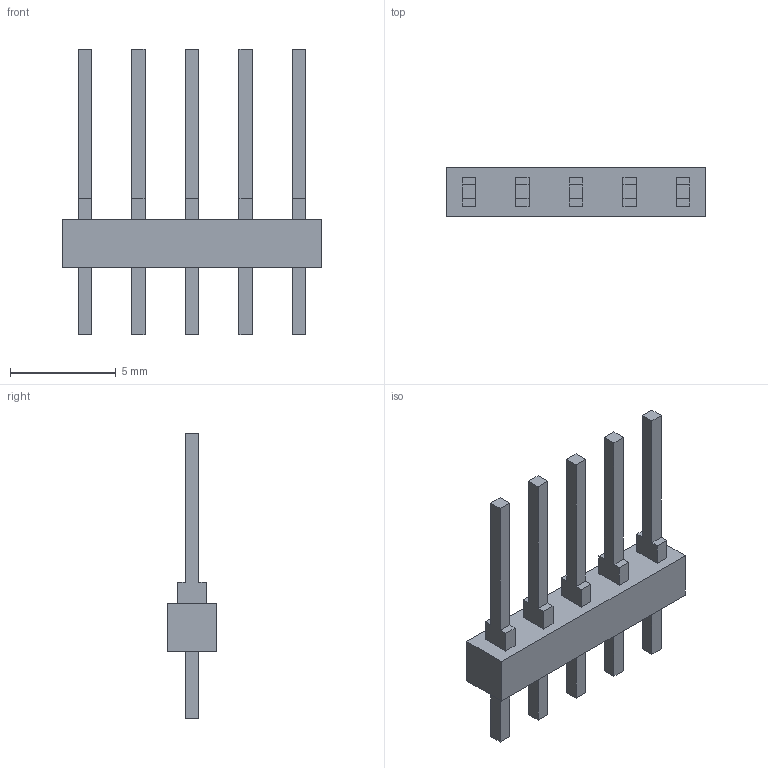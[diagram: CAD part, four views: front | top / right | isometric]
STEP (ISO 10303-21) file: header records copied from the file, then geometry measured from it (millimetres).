
FILE_DESCRIPTION((''),'2;1');
FILE_NAME('C-87224-5','2009-03-13T',('workeradm'),('Tyco Electronics Corporation'),'PRO/ENGINEER BY PARAMETRIC TECHNOLOGY CORPORATION, 2007390','PRO/ENGINEER BY PARAMETRIC TECHNOLOGY CORPORATION, 2007390','');
FILE_SCHEMA(('AUTOMOTIVE_DESIGN { 1 0 10303 214 1 1 1 1 }'));
Length unit declared in the file: millimetre
Products named in the file (1): C-87224-5
Bounding box: 12.29 x 2.34 x 13.54 mm (x, y, z)
Volume: 90.7 mm3; surface area: 274.7 mm2
Topology: 1 solids, 1 shells, 76 faces, 192 edges, 128 vertices
Faces by surface type: plane 76
Entity records: 2335 total; most frequent: CARTESIAN_POINT 397, ORIENTED_EDGE 384, DIRECTION 344, VECTOR 192, LINE 192, EDGE_CURVE 192, VERTEX_POINT 128, EDGE_LOOP 86
